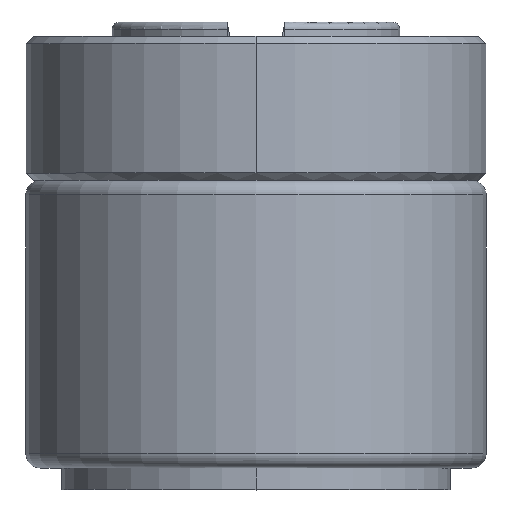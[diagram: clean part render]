
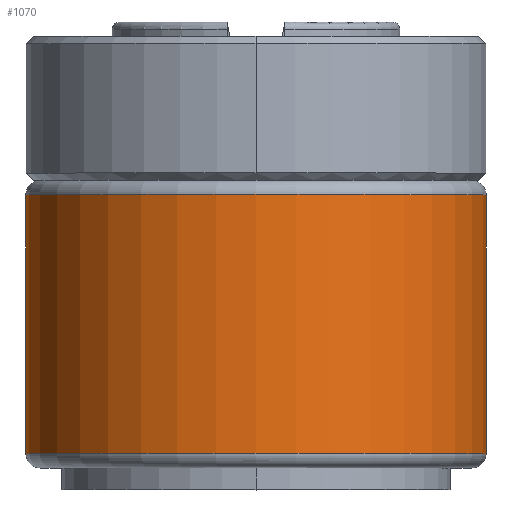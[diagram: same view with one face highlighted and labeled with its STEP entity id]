
A CAD part, top view. The second image highlights one B-rep face of the part: STEP entity #1070.
In plain terms, the highlighted cylindrical face has radius 16 mm (diameter 32 mm), a partial arc.
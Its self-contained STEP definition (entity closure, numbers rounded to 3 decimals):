
#82 = CARTESIAN_POINT ( 'NONE',  ( 0., 19., 16. ) ) ;
#542 = ORIENTED_EDGE ( 'NONE', *, *, #6158, .F. ) ;
#724 = DIRECTION ( 'NONE',  ( 0., -1., 0. ) ) ;
#1070 = ADVANCED_FACE ( 'NONE', ( #8226 ), #1554, .T. ) ;
#1317 = AXIS2_PLACEMENT_3D ( 'NONE', #5086, #724, #4367 ) ;
#1409 = LINE ( 'NONE', #3494, #8480 ) ;
#1445 = CARTESIAN_POINT ( 'NONE',  ( 0., 20., 16. ) ) ;
#1554 = CYLINDRICAL_SURFACE ( 'NONE', #1317, 16. ) ;
#1607 = VERTEX_POINT ( 'NONE', #2408 ) ;
#1964 = EDGE_CURVE ( 'NONE', #1607, #5469, #5715, .T. ) ;
#1997 = DIRECTION ( 'NONE',  ( 0., -1., 0. ) ) ;
#2027 = CARTESIAN_POINT ( 'NONE',  ( 0., 1., 16. ) ) ;
#2178 = ORIENTED_EDGE ( 'NONE', *, *, #2963, .T. ) ;
#2408 = CARTESIAN_POINT ( 'NONE',  ( 0., 19., -16. ) ) ;
#2963 = EDGE_CURVE ( 'NONE', #5469, #8323, #3767, .T. ) ;
#3082 = CARTESIAN_POINT ( 'NONE',  ( 0., 1., 0. ) ) ;
#3115 = CIRCLE ( 'NONE', #7623, 16. ) ;
#3494 = CARTESIAN_POINT ( 'NONE',  ( 0., 20., -16. ) ) ;
#3536 = DIRECTION ( 'NONE',  ( 0., 0., 1. ) ) ;
#3767 = LINE ( 'NONE', #1445, #4644 ) ;
#4367 = DIRECTION ( 'NONE',  ( 0., 0., -1. ) ) ;
#4543 = DIRECTION ( 'NONE',  ( 0., 1., 0. ) ) ;
#4644 = VECTOR ( 'NONE', #7274, 1000. ) ;
#5042 = ORIENTED_EDGE ( 'NONE', *, *, #1964, .T. ) ;
#5086 = CARTESIAN_POINT ( 'NONE',  ( 0., 20., 0. ) ) ;
#5469 = VERTEX_POINT ( 'NONE', #82 ) ;
#5715 = CIRCLE ( 'NONE', #8227, 16. ) ;
#6158 = EDGE_CURVE ( 'NONE', #1607, #7510, #1409, .T. ) ;
#6804 = DIRECTION ( 'NONE',  ( 0., -1., 0. ) ) ;
#7075 = CARTESIAN_POINT ( 'NONE',  ( 0., 1., -16. ) ) ;
#7274 = DIRECTION ( 'NONE',  ( 0., -1., 0. ) ) ;
#7400 = ORIENTED_EDGE ( 'NONE', *, *, #9231, .T. ) ;
#7510 = VERTEX_POINT ( 'NONE', #7075 ) ;
#7623 = AXIS2_PLACEMENT_3D ( 'NONE', #3082, #4543, #3536 ) ;
#8226 = FACE_OUTER_BOUND ( 'NONE', #9120, .T. ) ;
#8227 = AXIS2_PLACEMENT_3D ( 'NONE', #8237, #6804, #9015 ) ;
#8237 = CARTESIAN_POINT ( 'NONE',  ( 0., 19., 0. ) ) ;
#8323 = VERTEX_POINT ( 'NONE', #2027 ) ;
#8480 = VECTOR ( 'NONE', #1997, 1000. ) ;
#9015 = DIRECTION ( 'NONE',  ( 0., 0., 1. ) ) ;
#9120 = EDGE_LOOP ( 'NONE', ( #5042, #2178, #7400, #542 ) ) ;
#9231 = EDGE_CURVE ( 'NONE', #8323, #7510, #3115, .T. ) ;
